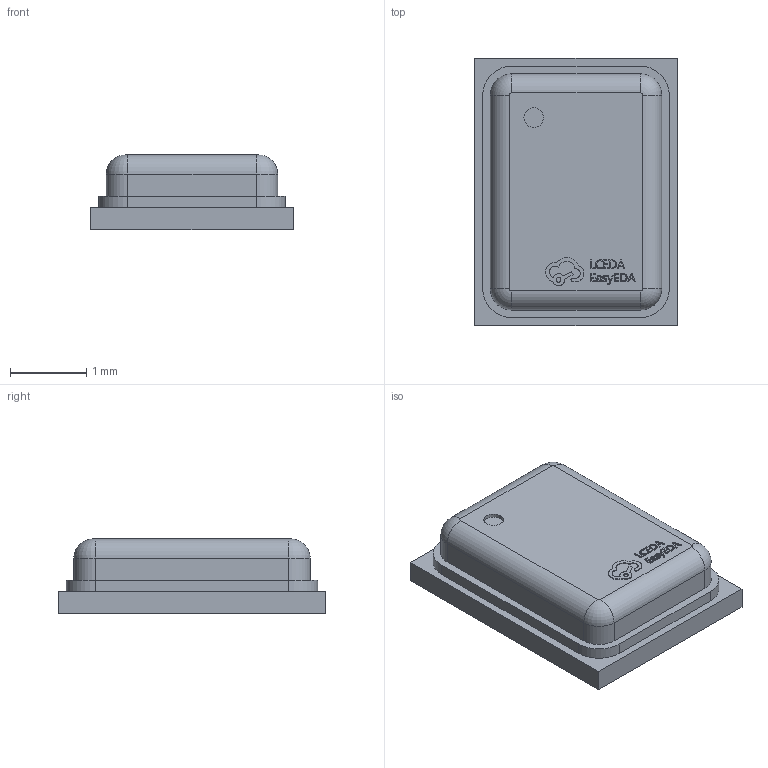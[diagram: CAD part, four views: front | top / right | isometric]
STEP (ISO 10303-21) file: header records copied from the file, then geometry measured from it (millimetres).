
FILE_DESCRIPTION (( 'STEP AP214' ), '1' );
FILE_NAME ('MIC-SMD_5P_L3.5-W2.7-P0.82_SPH0641LU4H-1.STEP', '2022-07-24T06:34:47', ( 'Sky123.Org' ), ( 'Sky123.Org' ), 'SwSTEP 2.0', 'SolidWorks 2017', '' );
FILE_SCHEMA (( 'AUTOMOTIVE_DESIGN' ));
Length unit declared in the file: millimetre
Products named in the file (1): MIC-SMD_5P_L3.5-W2.7-P0.82_SPH0641LU4H-1
Bounding box: 2.65 x 3.5 x 0.99 mm (x, y, z)
Volume: 7.4 mm3; surface area: 28.7 mm2
Topology: 1 solids, 1 shells, 291 faces, 769 edges, 510 vertices
Faces by surface type: plane 167, bspline 98, cylinder 22, torus 4
Entity records: 12698 total; most frequent: CARTESIAN_POINT 2881, ORIENTED_EDGE 1538, DIRECTION 1005, EDGE_CURVE 769, VECTOR 521, LINE 521, VERTEX_POINT 510, EDGE_LOOP 321
